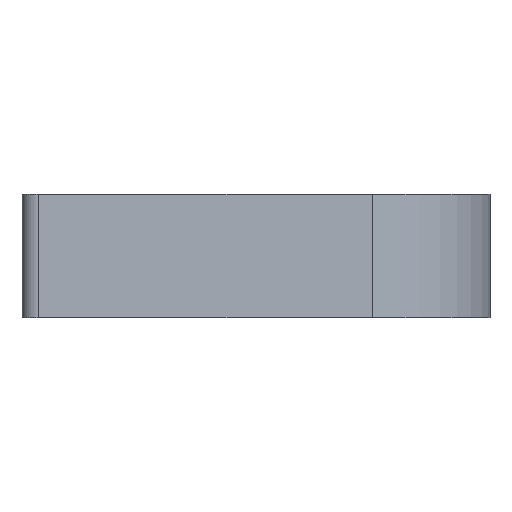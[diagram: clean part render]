
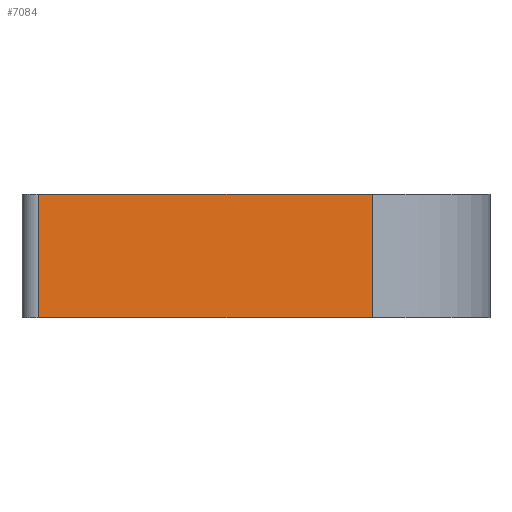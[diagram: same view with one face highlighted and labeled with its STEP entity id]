
A CAD part, front view. The second image highlights one B-rep face of the part: STEP entity #7084.
In plain terms, the highlighted planar face has unit normal (0.161, -0.987, 0).
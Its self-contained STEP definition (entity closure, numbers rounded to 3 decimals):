
#1 = VERTEX_POINT ( 'NONE', #2766 ) ;
#124 = DIRECTION ( 'NONE',  ( 0., 0., -1. ) ) ;
#172 = EDGE_CURVE ( 'NONE', #2171, #3758, #2855, .T. ) ;
#678 = ORIENTED_EDGE ( 'NONE', *, *, #3029, .T. ) ;
#691 = VECTOR ( 'NONE', #124, 1000. ) ;
#740 = DIRECTION ( 'NONE',  ( 0., 0., -1. ) ) ;
#1401 = CARTESIAN_POINT ( 'NONE',  ( 3.212, -19.722, 0. ) ) ;
#1559 = CARTESIAN_POINT ( 'NONE',  ( 3.212, -19.722, 17.5 ) ) ;
#1604 = LINE ( 'NONE', #1559, #8292 ) ;
#2171 = VERTEX_POINT ( 'NONE', #3910 ) ;
#2410 = CARTESIAN_POINT ( 'NONE',  ( 3.212, -19.722, 10. ) ) ;
#2766 = CARTESIAN_POINT ( 'NONE',  ( -37.221, -26.308, 17.5 ) ) ;
#2855 = LINE ( 'NONE', #6675, #691 ) ;
#3029 = EDGE_CURVE ( 'NONE', #4030, #3758, #3801, .T. ) ;
#3130 = DIRECTION ( 'NONE',  ( 0.987, 0.161, 0. ) ) ;
#3246 = ORIENTED_EDGE ( 'NONE', *, *, #7964, .T. ) ;
#3402 = CARTESIAN_POINT ( 'NONE',  ( 9.931, -18.627, 0. ) ) ;
#3722 = CARTESIAN_POINT ( 'NONE',  ( -37.221, -26.308, 0. ) ) ;
#3758 = VERTEX_POINT ( 'NONE', #3402 ) ;
#3801 = LINE ( 'NONE', #1401, #7781 ) ;
#3910 = CARTESIAN_POINT ( 'NONE',  ( 9.931, -18.627, 17.5 ) ) ;
#4030 = VERTEX_POINT ( 'NONE', #3722 ) ;
#5154 = VECTOR ( 'NONE', #740, 1000. ) ;
#5326 = FACE_OUTER_BOUND ( 'NONE', #6870, .T. ) ;
#6092 = DIRECTION ( 'NONE',  ( -0.161, 0.987, 0. ) ) ;
#6145 = DIRECTION ( 'NONE',  ( -0.987, -0.161, 0. ) ) ;
#6675 = CARTESIAN_POINT ( 'NONE',  ( 9.931, -18.627, 10. ) ) ;
#6870 = EDGE_LOOP ( 'NONE', ( #8322, #3246, #678, #8888 ) ) ;
#7084 = ADVANCED_FACE ( 'NONE', ( #5326 ), #8926, .F. ) ;
#7203 = DIRECTION ( 'NONE',  ( 0.987, 0.161, 0. ) ) ;
#7213 = CARTESIAN_POINT ( 'NONE',  ( -37.221, -26.308, 10. ) ) ;
#7377 = AXIS2_PLACEMENT_3D ( 'NONE', #2410, #6092, #6145 ) ;
#7541 = EDGE_CURVE ( 'NONE', #1, #2171, #1604, .T. ) ;
#7781 = VECTOR ( 'NONE', #7203, 1000. ) ;
#7964 = EDGE_CURVE ( 'NONE', #1, #4030, #8102, .T. ) ;
#8102 = LINE ( 'NONE', #7213, #5154 ) ;
#8292 = VECTOR ( 'NONE', #3130, 1000. ) ;
#8322 = ORIENTED_EDGE ( 'NONE', *, *, #7541, .F. ) ;
#8888 = ORIENTED_EDGE ( 'NONE', *, *, #172, .F. ) ;
#8926 = PLANE ( 'NONE',  #7377 ) ;
